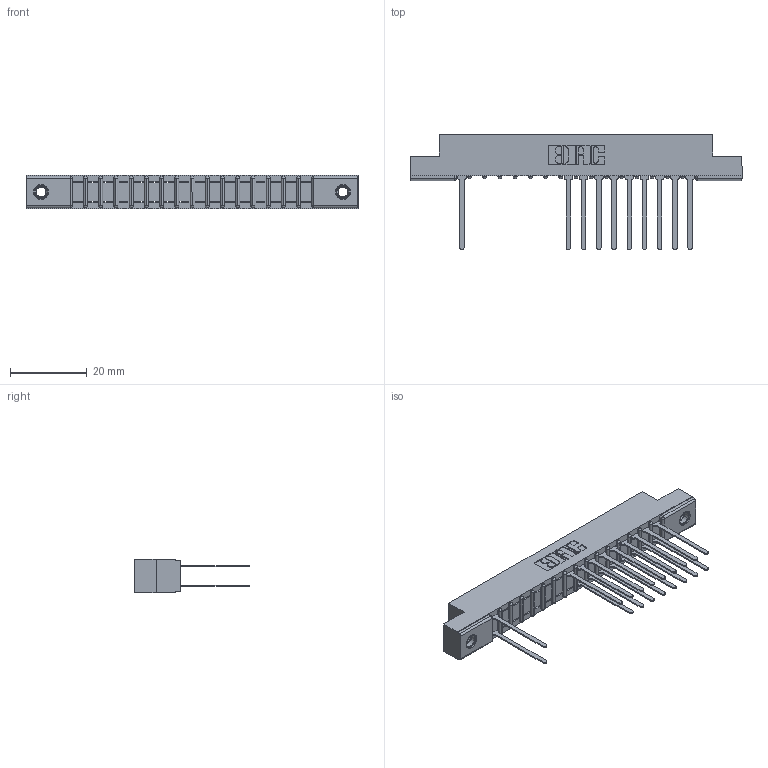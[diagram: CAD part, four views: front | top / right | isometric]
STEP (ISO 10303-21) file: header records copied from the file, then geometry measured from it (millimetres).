
FILE_DESCRIPTION (( 'STEP AP203' ), '1' );
FILE_NAME ('307-032-540-207.STEP', '2018-08-04T22:34:45', ( '' ), ( '' ), 'SwSTEP 2.0', 'SolidWorks 2016', '' );
FILE_SCHEMA (( 'CONFIG_CONTROL_DESIGN' ));
Length unit declared in the file: inch
Products named in the file (4): 307-032-540-207; 307 Part_.156 Dia Mounting Holes; 307-290-001_540; 345-250-001_345-250-005-103
Assembly tree (22 placements, depth 2):
  307-032-540-207
    307 Part_.156 Dia Mounting Holes
    307-290-001_540  x19
    345-250-001_345-250-005-103  x2
Bounding box: 86.41 x 30 x 8.71 mm (x, y, z)
Volume: 5577.1 mm3; surface area: 9187.2 mm2
Topology: 22 solids, 22 shells, 1199 faces, 3345 edges, 2150 vertices
Faces by surface type: plane 769, cylinder 380, sphere 34, cone 12, torus 4
Entity records: 18171 total; most frequent: CARTESIAN_POINT 3018, ORIENTED_EDGE 2994, DIRECTION 2963, EDGE_CURVE 1497, VECTOR 1137, LINE 1137, VERTEX_POINT 968, AXIS2_PLACEMENT_3D 913
